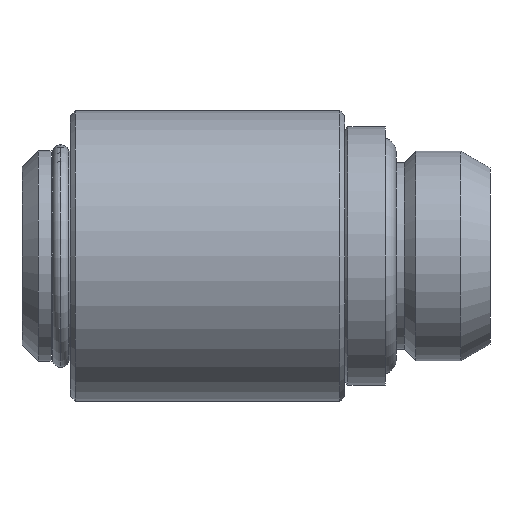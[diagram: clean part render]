
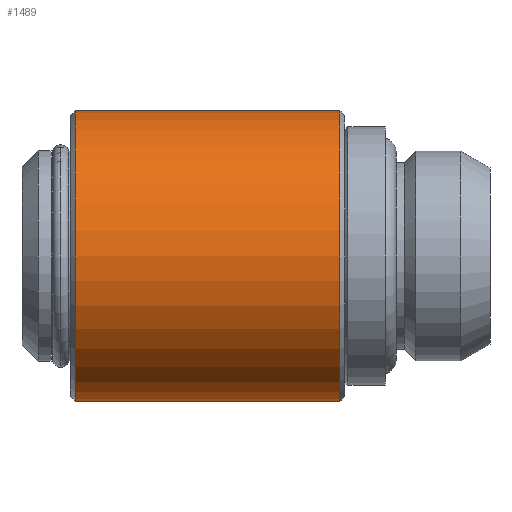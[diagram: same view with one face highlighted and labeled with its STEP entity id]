
A CAD part, left-side view. The second image highlights one B-rep face of the part: STEP entity #1489.
In plain terms, the highlighted cylindrical face has radius 9 mm (diameter 18 mm), a partial arc.
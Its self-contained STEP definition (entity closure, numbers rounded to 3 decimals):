
#76 = VECTOR ( 'NONE', #103, 1000. ) ;
#77 = CARTESIAN_POINT ( 'NONE',  ( 0., -9.881, 9. ) ) ;
#78 = LINE ( 'NONE', #77, #76 ) ;
#103 = DIRECTION ( 'NONE',  ( 0., -1., 0. ) ) ;
#107 = CARTESIAN_POINT ( 'NONE',  ( 0., 8.2, -9. ) ) ;
#112 = DIRECTION ( 'NONE',  ( 0., -1., 0. ) ) ;
#116 = VECTOR ( 'NONE', #112, 1000. ) ;
#117 = CARTESIAN_POINT ( 'NONE',  ( 0., -9.881, -9. ) ) ;
#118 = LINE ( 'NONE', #117, #116 ) ;
#280 = CARTESIAN_POINT ( 'NONE',  ( 0., 8.2, 9. ) ) ;
#445 = CARTESIAN_POINT ( 'NONE',  ( 0., -8.2, -9. ) ) ;
#457 = CARTESIAN_POINT ( 'NONE',  ( 0., -8.2, 9. ) ) ;
#1458 = ORIENTED_EDGE ( 'NONE', *, *, #2000, .F. ) ;
#1476 = ORIENTED_EDGE ( 'NONE', *, *, #1483, .F. ) ;
#1481 = ORIENTED_EDGE ( 'NONE', *, *, #1487, .T. ) ;
#1482 = ORIENTED_EDGE ( 'NONE', *, *, #2003, .T. ) ;
#1483 = EDGE_CURVE ( 'NONE', #2103, #2101, #2344, .T. ) ;
#1487 = EDGE_CURVE ( 'NONE', #2035, #1996, #2338, .T. ) ;
#1489 = ADVANCED_FACE ( 'NONE', ( #2353 ), #2352, .T. ) ;
#1490 = EDGE_LOOP ( 'NONE', ( #1458, #1481, #1482, #1476 ) ) ;
#1996 = VERTEX_POINT ( 'NONE', #107 ) ;
#2000 = EDGE_CURVE ( 'NONE', #2035, #2103, #78, .T. ) ;
#2003 = EDGE_CURVE ( 'NONE', #1996, #2101, #118, .T. ) ;
#2035 = VERTEX_POINT ( 'NONE', #280 ) ;
#2101 = VERTEX_POINT ( 'NONE', #445 ) ;
#2103 = VERTEX_POINT ( 'NONE', #457 ) ;
#2336 = DIRECTION ( 'NONE',  ( 0., -1., 0. ) ) ;
#2337 = AXIS2_PLACEMENT_3D ( 'NONE', #2345, #2336, #2354 ) ;
#2338 = CIRCLE ( 'NONE', #2337, 9. ) ;
#2340 = DIRECTION ( 'NONE',  ( 0., 0., -1. ) ) ;
#2341 = DIRECTION ( 'NONE',  ( 0., -1., 0. ) ) ;
#2342 = CARTESIAN_POINT ( 'NONE',  ( 0., -8.2, 0. ) ) ;
#2343 = AXIS2_PLACEMENT_3D ( 'NONE', #2342, #2341, #2340 ) ;
#2344 = CIRCLE ( 'NONE', #2343, 9. ) ;
#2345 = CARTESIAN_POINT ( 'NONE',  ( 0., 8.2, 0. ) ) ;
#2351 = CARTESIAN_POINT ( 'NONE',  ( 0., -9.881, 0. ) ) ;
#2352 = CYLINDRICAL_SURFACE ( 'NONE', #2359, 9. ) ;
#2353 = FACE_OUTER_BOUND ( 'NONE', #1490, .T. ) ;
#2354 = DIRECTION ( 'NONE',  ( 0., 0., -1. ) ) ;
#2357 = DIRECTION ( 'NONE',  ( 0., 0., -1. ) ) ;
#2358 = DIRECTION ( 'NONE',  ( 0., -1., 0. ) ) ;
#2359 = AXIS2_PLACEMENT_3D ( 'NONE', #2351, #2358, #2357 ) ;
